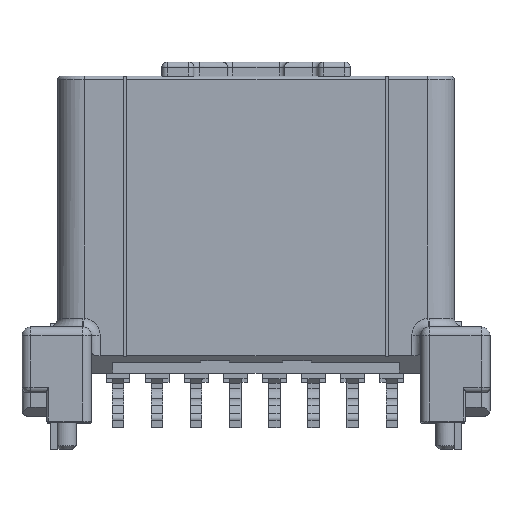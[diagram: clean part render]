
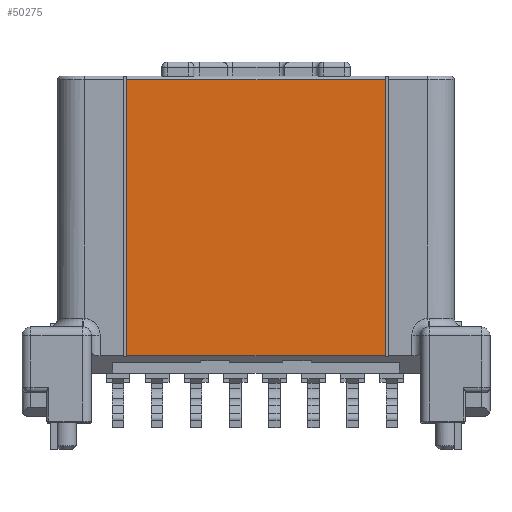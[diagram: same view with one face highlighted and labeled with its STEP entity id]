
A CAD part, top view. The second image highlights one B-rep face of the part: STEP entity #50275.
In plain terms, the highlighted planar face has unit normal (0, 0, 1).
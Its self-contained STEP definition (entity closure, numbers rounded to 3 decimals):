
#12513=DIRECTION('',(0.,1.,0.));
#12514=VECTOR('',#12513,15.529);
#12515=CARTESIAN_POINT('',(-7.263,-1.729,5.6));
#12516=LINE('',#12515,#12514);
#12517=DIRECTION('',(-1.,0.,0.));
#12518=VECTOR('',#12517,14.525);
#12519=CARTESIAN_POINT('',(7.263,13.8,5.6));
#12520=LINE('',#12519,#12518);
#12521=DIRECTION('',(0.,1.,0.));
#12522=VECTOR('',#12521,15.529);
#12523=CARTESIAN_POINT('',(7.263,-1.729,5.6));
#12524=LINE('',#12523,#12522);
#12643=DIRECTION('',(1.,0.,0.));
#12644=VECTOR('',#12643,14.525);
#12645=CARTESIAN_POINT('',(-7.263,-1.729,5.6));
#12646=LINE('',#12645,#12644);
#27310=CARTESIAN_POINT('',(-7.263,-1.729,5.6));
#27312=VERTEX_POINT('',#27310);
#27324=CARTESIAN_POINT('',(7.263,-1.729,5.6));
#27325=VERTEX_POINT('',#27324);
#30066=CARTESIAN_POINT('',(-7.263,13.8,5.6));
#30067=VERTEX_POINT('',#30066);
#30072=CARTESIAN_POINT('',(7.263,13.8,5.6));
#30073=VERTEX_POINT('',#30072);
#50260=CARTESIAN_POINT('',(11.163,14.8,5.6));
#50261=DIRECTION('',(0.,0.,-1.));
#50262=DIRECTION('',(-1.,0.,0.));
#50263=AXIS2_PLACEMENT_3D('',#50260,#50261,#50262);
#50264=PLANE('',#50263);
#50266=ORIENTED_EDGE('',*,*,#50265,.T.);
#50268=ORIENTED_EDGE('',*,*,#50267,.F.);
#50270=ORIENTED_EDGE('',*,*,#50269,.F.);
#50272=ORIENTED_EDGE('',*,*,#50271,.F.);
#50273=EDGE_LOOP('',(#50266,#50268,#50270,#50272));
#50274=FACE_OUTER_BOUND('',#50273,.F.);
#50275=ADVANCED_FACE('',(#50274),#50264,.F.);
#50265=EDGE_CURVE('',#27312,#30067,#12516,.T.);
#50267=EDGE_CURVE('',#30073,#30067,#12520,.T.);
#50269=EDGE_CURVE('',#27325,#30073,#12524,.T.);
#50271=EDGE_CURVE('',#27312,#27325,#12646,.T.);
